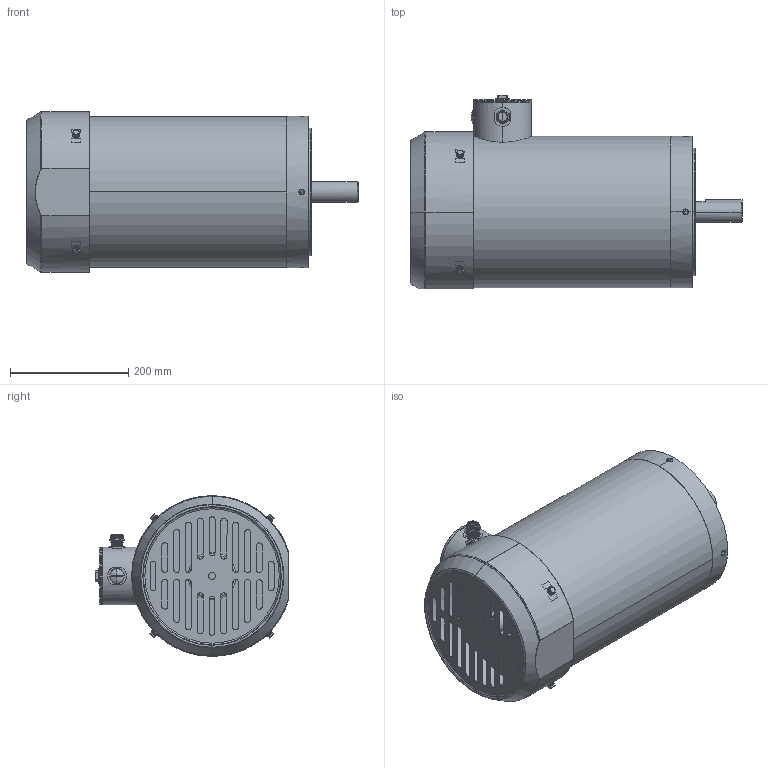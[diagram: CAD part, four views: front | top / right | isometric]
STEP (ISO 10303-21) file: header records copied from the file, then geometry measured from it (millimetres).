
FILE_DESCRIPTION(('CATIA V5 STEP Exchange'),'2;1');
FILE_NAME('215TC-10HP-4_215TC-5HP-6_RB.stp','2017-11-15T01:44:19+00:00',('none'),('none'),'Version 5-6 Release 2012','CATIA V5 STEP AP203','none');
FILE_SCHEMA(('CONFIG_CONTROL_DESIGN'));
Length unit declared in the file: millimetre
Products named in the file (3): £¨215TC-10HP-4£©£¨215TC-5HP-6£©; M6Áù½Ç.SLDASM0; 210TC  Í²ÐÎ²»Ðâ¸Ö½ÓÏßºÐ 
Assembly tree (31 placements, depth 3):
  £¨215TC-10HP-4£©£¨215TC-5HP-6£©
    #57
    #236  x4
    #431
    M6Áù½Ç.SLDASM0  x4
      #9337
    #9981  x4
    #10312
    #11129
    #19406  x4
    210TC  Í²ÐÎ²»Ðâ¸Ö½ÓÏßºÐ 
      #19984
      #20825
      #21457
      #23067
      #26955
    #35078
    #37665
    #44707
    #45603
Bounding box: 561.98 x 328 x 272 mm (x, y, z)
Volume: 3194193.4 mm3; surface area: 1382273.8 mm2
Topology: 29 solids, 30 shells, 1614 faces, 4368 edges, 2688 vertices
Faces by surface type: cylinder 510, plane 380, bspline 286, torus 164, cone 150, sphere 124
Entity records: 54708 total; most frequent: CARTESIAN_POINT 23214, ORIENTED_EDGE 7660, DIRECTION 4623, EDGE_CURVE 3830, VERTEX_POINT 2451, AXIS2_PLACEMENT_3D 2294, EDGE_LOOP 1601, ADVANCED_FACE 1440
